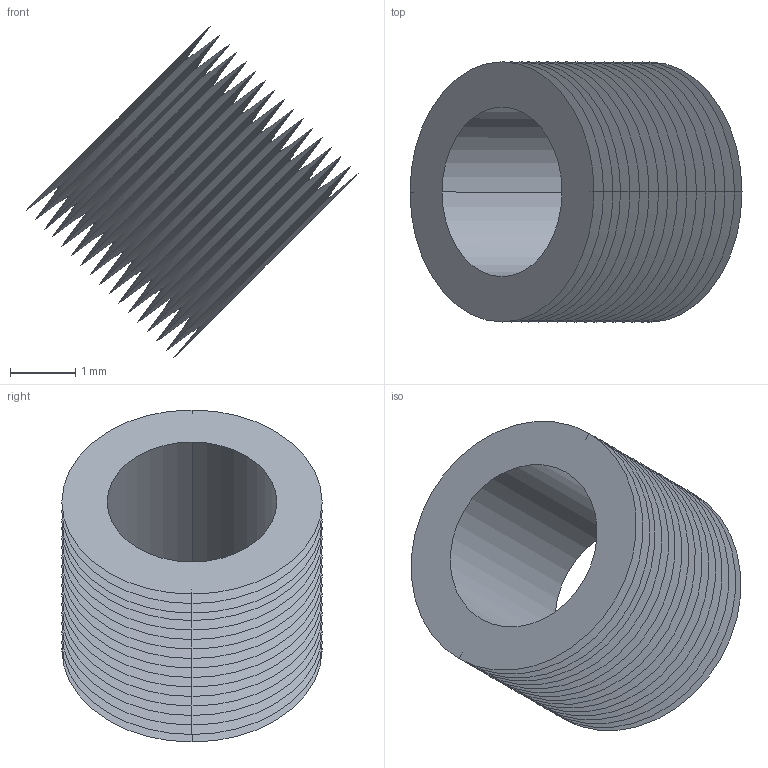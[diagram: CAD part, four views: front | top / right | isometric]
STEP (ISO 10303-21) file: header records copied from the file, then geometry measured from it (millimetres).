
FILE_DESCRIPTION(('produced by SPATIAL CORP'),'2;1');
FILE_NAME( 'bellow_upper_left.hh.sat.stp', '2002-04-12T11:49:32+00:00',('SPATIAL CORP'),('SPATIAL CORP'), 'ACIS STEP Husk','http://www.spatial.com','SPATIAL CORP');
FILE_SCHEMA(('CONFIG_CONTROL_DESIGN'));
Length unit declared in the file: millimetre
Products named in the file (1): PRODUCT_ID_1
Bounding box: 5.09 x 3.99 x 5.09 mm (x, y, z)
Volume: 11.4 mm3; surface area: 261.5 mm2
Topology: 1 solids, 1 shells, 68 faces, 136 edges, 70 vertices
Faces by surface type: cone 64, plane 2, cylinder 2
Entity records: 1463 total; most frequent: ORIENTED_EDGE 272, CARTESIAN_POINT 206, DIRECTION 206, EDGE_CURVE 136, VERTEX_POINT 70, AXIS2_PLACEMENT_3D 70, EDGE_LOOP 70, FACE_BOUND 70
